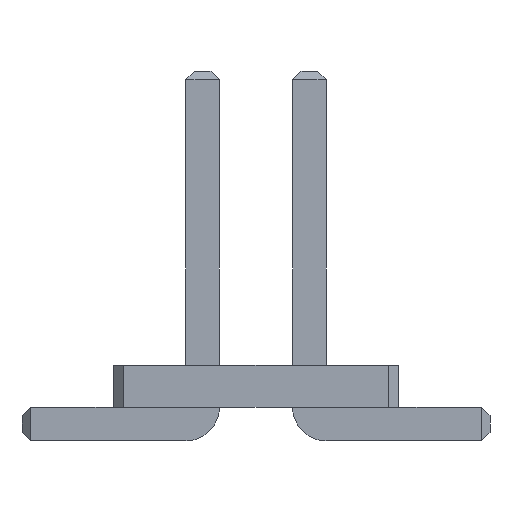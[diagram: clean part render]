
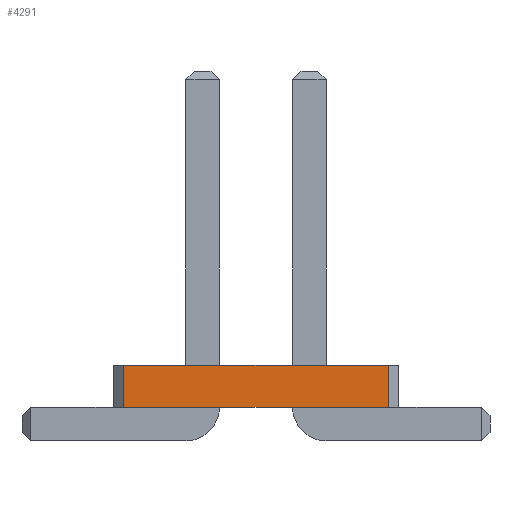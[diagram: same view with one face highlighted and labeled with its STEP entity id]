
A CAD part, front view. The second image highlights one B-rep face of the part: STEP entity #4291.
In plain terms, the highlighted planar face has unit normal (0, -1, 0).
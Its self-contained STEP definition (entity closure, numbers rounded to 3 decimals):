
#854 = VERTEX_POINT('',#855);
#855 = CARTESIAN_POINT('',(1.573,-6.35,0.4));
#861 = EDGE_CURVE('',#862,#854,#864,.T.);
#862 = VERTEX_POINT('',#863);
#863 = CARTESIAN_POINT('',(-1.573,-6.35,0.4));
#864 = LINE('',#865,#866);
#865 = CARTESIAN_POINT('',(-1.573,-6.35,0.4));
#866 = VECTOR('',#867,1.);
#867 = DIRECTION('',(1.,0.,0.));
#1806 = VERTEX_POINT('',#1807);
#1807 = CARTESIAN_POINT('',(1.573,-6.35,0.9));
#1813 = EDGE_CURVE('',#1814,#1806,#1816,.T.);
#1814 = VERTEX_POINT('',#1815);
#1815 = CARTESIAN_POINT('',(-1.573,-6.35,0.9));
#1816 = LINE('',#1817,#1818);
#1817 = CARTESIAN_POINT('',(-1.573,-6.35,0.9));
#1818 = VECTOR('',#1819,1.);
#1819 = DIRECTION('',(1.,0.,0.));
#4280 = EDGE_CURVE('',#862,#1814,#4281,.T.);
#4281 = LINE('',#4282,#4283);
#4282 = CARTESIAN_POINT('',(-1.573,-6.35,0.4));
#4283 = VECTOR('',#4284,1.);
#4284 = DIRECTION('',(0.,0.,1.));
#4291 = ADVANCED_FACE('',(#4292),#4303,.F.);
#4292 = FACE_BOUND('',#4293,.F.);
#4293 = EDGE_LOOP('',(#4294,#4295,#4296,#4302));
#4294 = ORIENTED_EDGE('',*,*,#4280,.T.);
#4295 = ORIENTED_EDGE('',*,*,#1813,.T.);
#4296 = ORIENTED_EDGE('',*,*,#4297,.F.);
#4297 = EDGE_CURVE('',#854,#1806,#4298,.T.);
#4298 = LINE('',#4299,#4300);
#4299 = CARTESIAN_POINT('',(1.573,-6.35,0.4));
#4300 = VECTOR('',#4301,1.);
#4301 = DIRECTION('',(0.,0.,1.));
#4302 = ORIENTED_EDGE('',*,*,#861,.F.);
#4303 = PLANE('',#4304);
#4304 = AXIS2_PLACEMENT_3D('',#4305,#4306,#4307);
#4305 = CARTESIAN_POINT('',(-1.573,-6.35,0.4));
#4306 = DIRECTION('',(0.,1.,0.));
#4307 = DIRECTION('',(1.,0.,0.));
